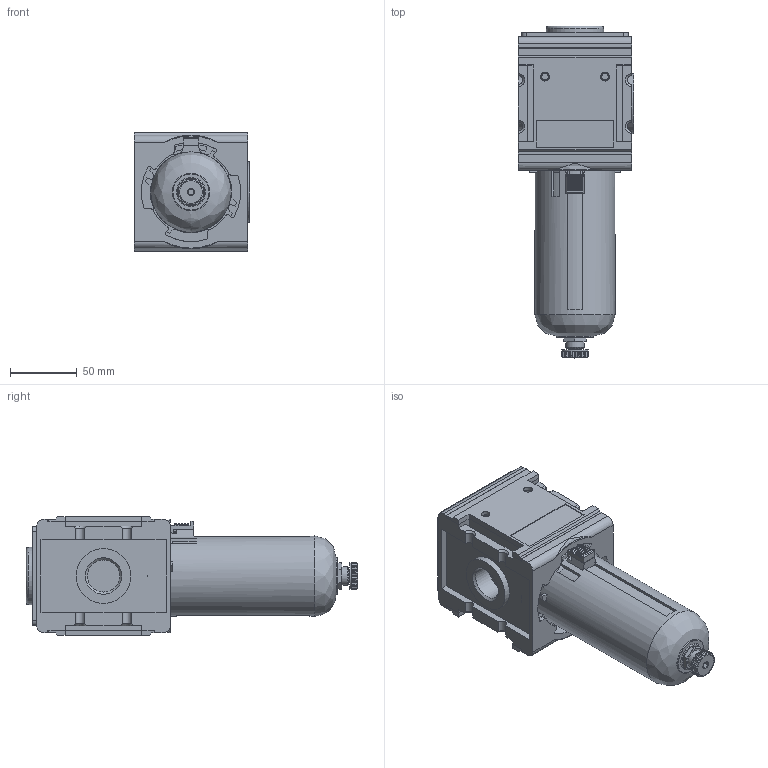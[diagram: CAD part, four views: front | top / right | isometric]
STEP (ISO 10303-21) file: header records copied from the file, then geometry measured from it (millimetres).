
FILE_DESCRIPTION( ( 'STEP AP203' ), ' ' );
FILE_NAME( '9.1344.934.stp', '2017-04-10T15:38:02', ( '' ), ( '' ), ' ', 'PARTsolutions', ' ' );
FILE_SCHEMA( ( 'CONFIG_CONTROL_DESIGN' ) );
Length unit declared in the file: millimetre
Products named in the file (5): 9.1344.934; _FX.44 HA3 B-17_p1; _90004.0210_p1; _90004.0210(01)_p4; _90004.0213_p3
Assembly tree (4 placements, depth 2):
  9.1344.934
    _FX.44 HA3 B-17_p1
    _90004.0210_p1
    _90004.0210(01)_p4
    _90004.0213_p3
Bounding box: 86.5 x 248.5 x 89 mm (x, y, z)
Volume: 1034889.8 mm3; surface area: 110378.4 mm2
Topology: 4 solids, 4 shells, 584 faces, 1526 edges, 998 vertices
Faces by surface type: plane 328, cylinder 192, torus 41, cone 22, bspline 1
Full cylindrical faces by diameter (mm): 4 x1, 4.917 x4, 6.5 x4, 8 x1, 9.5 x2, 14 x2, 20 x1, 24.117 x2, 27 x1, 36.2 x1, 41 x2, 43 x1, 45 x1, 50 x1, 51 x1, 55.6 x2, 59.8 x1, 60 x1, 74.442 x1
Entity records: 18311 total; most frequent: CARTESIAN_POINT 3865, DIRECTION 2982, ORIENTED_EDGE 2924, EDGE_CURVE 1462, AXIS2_PLACEMENT_3D 1062, VERTEX_POINT 989, LINE 858, VECTOR 858
